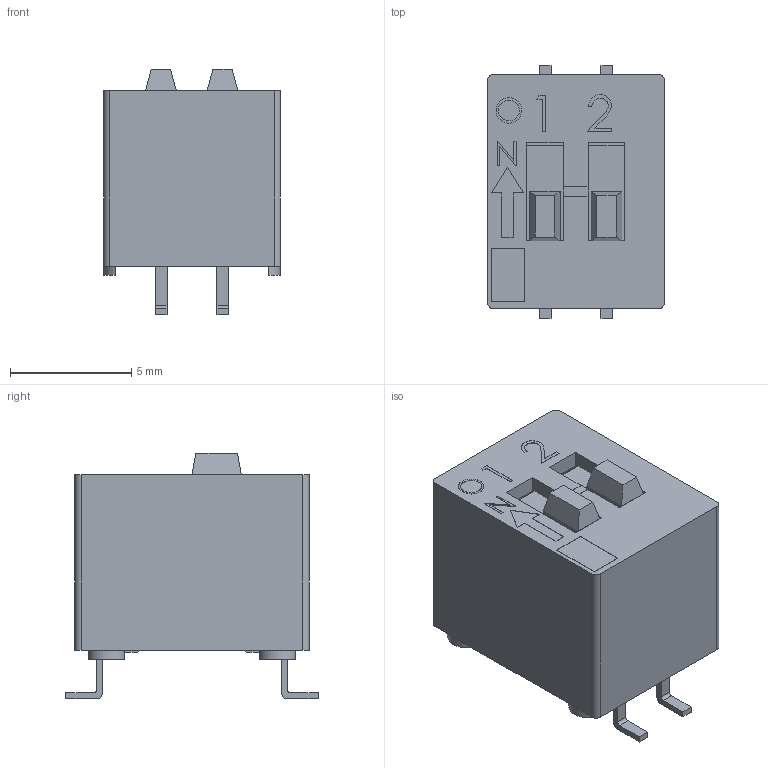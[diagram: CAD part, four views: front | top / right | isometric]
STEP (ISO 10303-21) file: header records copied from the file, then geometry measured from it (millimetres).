
FILE_DESCRIPTION (( 'STEP AP214' ), '1' );
FILE_NAME ('204-2-cut.STEP', '2019-01-28T03:12:22', ( '' ), ( '' ), 'SwSTEP 2.0', 'SolidWorks 2018', '' );
FILE_SCHEMA (( 'AUTOMOTIVE_DESIGN' ));
Length unit declared in the file: inch
Products named in the file (5): 206-56-014-35-01.stp; 204-93&94-8pole.stp; 204-40-038(for 204008).stp; 204-2-cut; 204-2.stp
Assembly tree (5 placements, depth 3):
  204-2-cut
    204-2.stp
      206-56-014-35-01.stp  x2
      204-40-038(for 204008).stp
      204-93&94-8pole.stp
Bounding box: 7.29 x 10.41 x 10.14 mm (x, y, z)
Volume: 345.2 mm3; surface area: 1027.6 mm2
Topology: 4 solids, 4 shells, 205 faces, 529 edges, 348 vertices
Faces by surface type: plane 165, cylinder 26, bspline 14
Entity records: 7689 total; most frequent: CARTESIAN_POINT 2100, ORIENTED_EDGE 946, DIRECTION 845, EDGE_CURVE 473, VECTOR 399, LINE 399, VERTEX_POINT 312, AXIS2_PLACEMENT_3D 223
